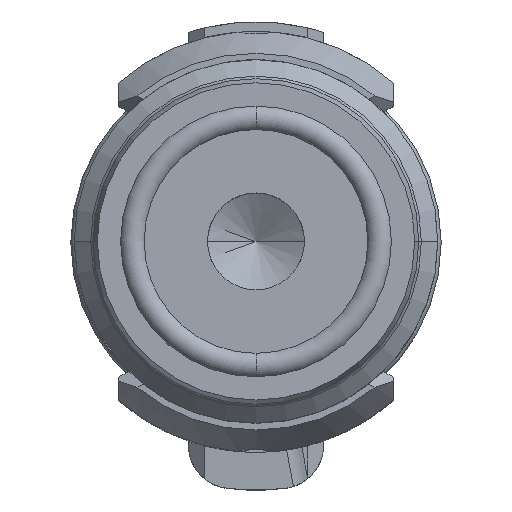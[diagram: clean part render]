
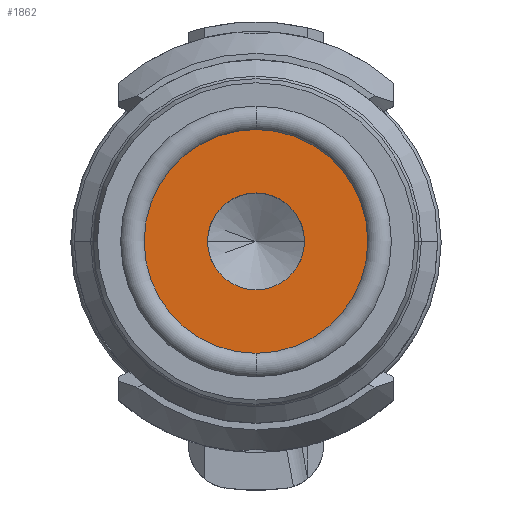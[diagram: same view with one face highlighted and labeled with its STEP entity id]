
A CAD part, top view. The second image highlights one B-rep face of the part: STEP entity #1862.
In plain terms, the highlighted planar face has unit normal (0, 0, 1).
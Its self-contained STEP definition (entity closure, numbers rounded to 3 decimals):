
#1826=CARTESIAN_POINT('',(0.,-0.,-0.));
#1827=DIRECTION('',(0.,0.,-1.));
#1828=DIRECTION('',(-1.,0.,0.));
#1829=AXIS2_PLACEMENT_3D('',#1826,#1827,#1828);
#1830=PLANE('',#1829);
#1831=CARTESIAN_POINT('',(-4.4,-0.,-0.));
#1832=VERTEX_POINT('',#1831);
#1833=CARTESIAN_POINT('',(0.,0.,0.));
#1834=DIRECTION('',(0.,0.,-1.));
#1835=DIRECTION('',(-1.,0.,0.));
#1836=AXIS2_PLACEMENT_3D('',#1833,#1834,#1835);
#1837=CIRCLE('',#1836,4.4);
#1838=EDGE_CURVE('',#1832,#1832,#1837,.T.);
#1839=ORIENTED_EDGE('',*,*,#1838,.T.);
#1840=EDGE_LOOP('',(#1839));
#1841=FACE_BOUND('',#1840,.T.);
#1842=CARTESIAN_POINT('',(-0.,10.156,-0.));
#1843=VERTEX_POINT('',#1842);
#1844=CARTESIAN_POINT('',(10.156,0.,-0.));
#1845=VERTEX_POINT('',#1844);
#1846=CARTESIAN_POINT('',(0.,0.,-0.));
#1847=DIRECTION('',(0.,0.,-1.));
#1848=DIRECTION('',(1.,0.,0.));
#1849=AXIS2_PLACEMENT_3D('',#1846,#1847,#1848);
#1850=CIRCLE('',#1849,10.156);
#1851=EDGE_CURVE('',#1843,#1845,#1850,.T.);
#1852=ORIENTED_EDGE('',*,*,#1851,.F.);
#1853=CARTESIAN_POINT('',(0.,0.,-0.));
#1854=DIRECTION('',(0.,0.,-1.));
#1855=DIRECTION('',(1.,0.,0.));
#1856=AXIS2_PLACEMENT_3D('',#1853,#1854,#1855);
#1857=CIRCLE('',#1856,10.156);
#1858=EDGE_CURVE('',#1845,#1843,#1857,.T.);
#1859=ORIENTED_EDGE('',*,*,#1858,.F.);
#1860=EDGE_LOOP('',(#1852,#1859));
#1861=FACE_BOUND('',#1860,.T.);
#1862=ADVANCED_FACE('',(#1841,#1861),#1830,.F.);
